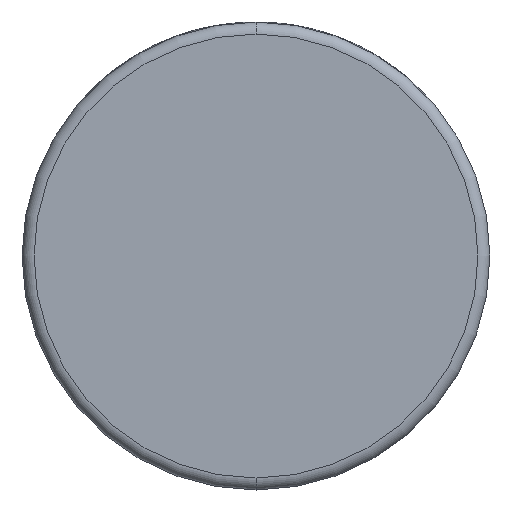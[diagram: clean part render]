
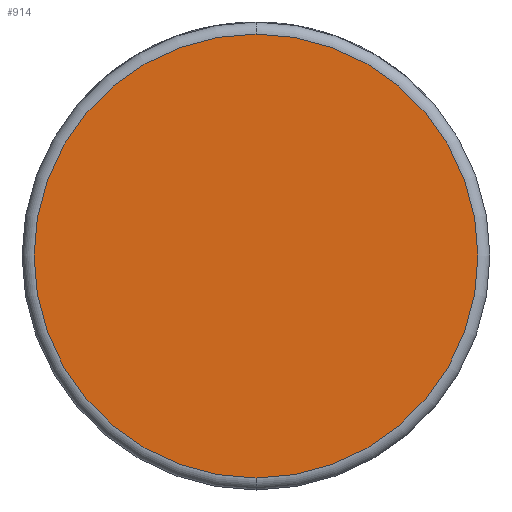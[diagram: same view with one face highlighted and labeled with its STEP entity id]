
A CAD part, front view. The second image highlights one B-rep face of the part: STEP entity #914.
In plain terms, the highlighted planar face has unit normal (0, -1, 0).
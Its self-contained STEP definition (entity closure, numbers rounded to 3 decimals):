
#97 = FACE_OUTER_BOUND ( 'NONE', #1176, .T. ) ;
#104 = AXIS2_PLACEMENT_3D ( 'NONE', #3448, #4043, #3097 ) ;
#186 = DIRECTION ( 'NONE',  ( 0., 1., 0. ) ) ;
#302 = DIRECTION ( 'NONE',  ( 0., -1., 0. ) ) ;
#503 = CARTESIAN_POINT ( 'NONE',  ( 0., 0., -37. ) ) ;
#554 = DIRECTION ( 'NONE',  ( 0., 0., 1. ) ) ;
#914 = ADVANCED_FACE ( 'NONE', ( #97 ), #2699, .F. ) ;
#964 = EDGE_CURVE ( 'NONE', #1590, #4102, #2228, .T. ) ;
#970 = DIRECTION ( 'NONE',  ( 0., 0., 1. ) ) ;
#1176 = EDGE_LOOP ( 'NONE', ( #3465, #1623 ) ) ;
#1590 = VERTEX_POINT ( 'NONE', #4206 ) ;
#1623 = ORIENTED_EDGE ( 'NONE', *, *, #2014, .T. ) ;
#1823 = CARTESIAN_POINT ( 'NONE',  ( 0., 0., 0. ) ) ;
#2014 = EDGE_CURVE ( 'NONE', #4102, #1590, #2891, .T. ) ;
#2228 = CIRCLE ( 'NONE', #2288, 37. ) ;
#2275 = CARTESIAN_POINT ( 'NONE',  ( 0., 0., 0. ) ) ;
#2288 = AXIS2_PLACEMENT_3D ( 'NONE', #2275, #302, #970 ) ;
#2699 = PLANE ( 'NONE',  #4062 ) ;
#2891 = CIRCLE ( 'NONE', #104, 37. ) ;
#3097 = DIRECTION ( 'NONE',  ( 0., 0., 1. ) ) ;
#3448 = CARTESIAN_POINT ( 'NONE',  ( 0., 0., 0. ) ) ;
#3465 = ORIENTED_EDGE ( 'NONE', *, *, #964, .T. ) ;
#4043 = DIRECTION ( 'NONE',  ( 0., -1., 0. ) ) ;
#4062 = AXIS2_PLACEMENT_3D ( 'NONE', #1823, #186, #554 ) ;
#4102 = VERTEX_POINT ( 'NONE', #503 ) ;
#4206 = CARTESIAN_POINT ( 'NONE',  ( 0., 0., 37. ) ) ;
